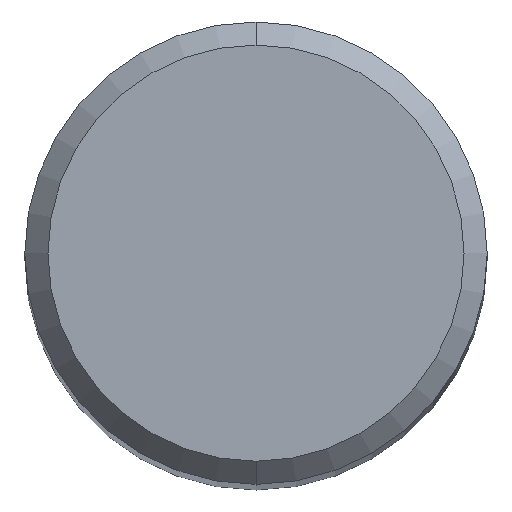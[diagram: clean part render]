
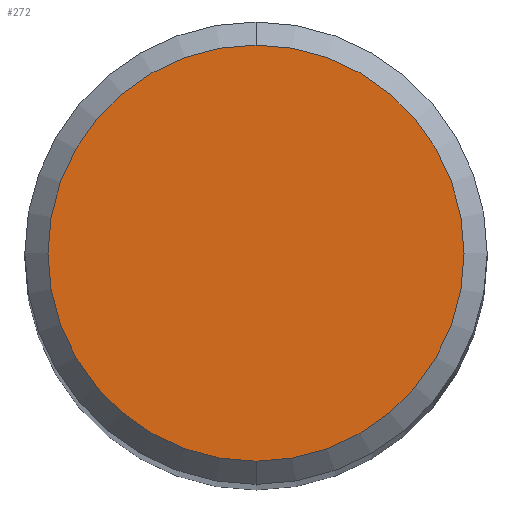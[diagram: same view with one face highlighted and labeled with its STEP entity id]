
A CAD part, top view. The second image highlights one B-rep face of the part: STEP entity #272.
In plain terms, the highlighted planar face has unit normal (0, 0, 1).
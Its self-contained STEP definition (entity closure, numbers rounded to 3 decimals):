
#210=EDGE_CURVE('',#368,#348,#516,.T.);
#272=ADVANCED_FACE('',(#582),#583,.T.);
#348=VERTEX_POINT('',#667);
#368=VERTEX_POINT('',#691);
#382=EDGE_CURVE('',#348,#368,#706,.T.);
#516=CIRCLE('',#918,3.6);
#582=FACE_OUTER_BOUND('',#1071,.T.);
#583=PLANE('',#1072);
#667=CARTESIAN_POINT('',(0.,-3.6,0.0));
#691=CARTESIAN_POINT('',(0.0,3.6,0.0));
#706=CIRCLE('',#1287,3.6);
#918=AXIS2_PLACEMENT_3D('',#1482,#1483,#1484);
#1071=EDGE_LOOP('',(#1529,#1530));
#1072=AXIS2_PLACEMENT_3D('',#1531,#1532,#1533);
#1287=AXIS2_PLACEMENT_3D('',#1701,#1702,#1703);
#1482=CARTESIAN_POINT('',(0.0,0.0,0.0));
#1483=DIRECTION('',(0.0,0.0,-1.0));
#1484=DIRECTION('',(0.0,1.0,0.0));
#1529=ORIENTED_EDGE('',*,*,#210,.F.);
#1530=ORIENTED_EDGE('',*,*,#382,.F.);
#1531=CARTESIAN_POINT('',(0.0,1.8,0.0));
#1532=DIRECTION('',(-0.0,0.0,1.0));
#1533=DIRECTION('',(0.0,-1.0,0.0));
#1701=CARTESIAN_POINT('',(0.0,0.0,0.0));
#1702=DIRECTION('',(0.0,0.0,-1.0));
#1703=DIRECTION('',(0.0,1.0,0.0));
